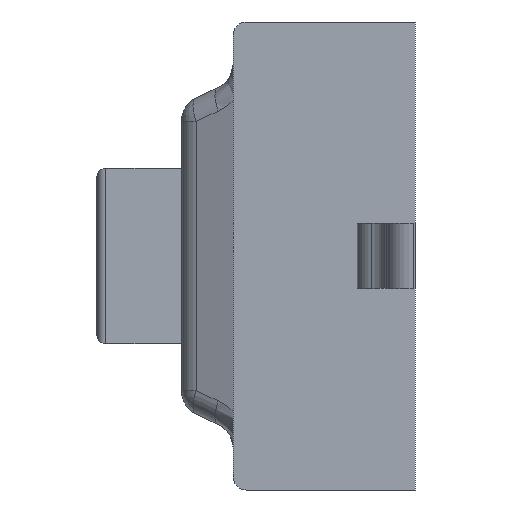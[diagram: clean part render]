
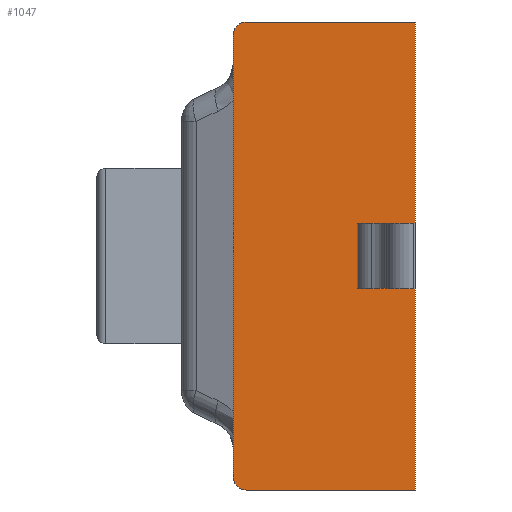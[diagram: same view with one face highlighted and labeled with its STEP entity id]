
A CAD part, left-side view. The second image highlights one B-rep face of the part: STEP entity #1047.
In plain terms, the highlighted planar face has unit normal (-1, 0, 0).
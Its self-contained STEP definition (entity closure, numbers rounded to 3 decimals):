
#48=PLANE('',#1142);
#82=FACE_OUTER_BOUND('',#151,.T.);
#151=EDGE_LOOP('',(#724,#725,#726,#727,#728,#729));
#219=LINE('',#1603,#318);
#226=LINE('',#1643,#325);
#227=LINE('',#1645,#326);
#228=LINE('',#1647,#327);
#318=VECTOR('',#1266,10.);
#325=VECTOR('',#1279,10.);
#326=VECTOR('',#1280,10.);
#327=VECTOR('',#1281,10.);
#415=CIRCLE('',#1137,0.1);
#417=CIRCLE('',#1143,0.1);
#457=VERTEX_POINT('',#1593);
#458=VERTEX_POINT('',#1594);
#461=VERTEX_POINT('',#1602);
#471=VERTEX_POINT('',#1642);
#472=VERTEX_POINT('',#1644);
#473=VERTEX_POINT('',#1646);
#553=EDGE_CURVE('',#457,#458,#415,.T.);
#557=EDGE_CURVE('',#458,#461,#219,.T.);
#568=EDGE_CURVE('',#471,#457,#226,.T.);
#569=EDGE_CURVE('',#471,#472,#227,.T.);
#570=EDGE_CURVE('',#472,#473,#228,.T.);
#571=EDGE_CURVE('',#461,#473,#417,.T.);
#724=ORIENTED_EDGE('',*,*,#553,.F.);
#725=ORIENTED_EDGE('',*,*,#568,.F.);
#726=ORIENTED_EDGE('',*,*,#569,.T.);
#727=ORIENTED_EDGE('',*,*,#570,.T.);
#728=ORIENTED_EDGE('',*,*,#571,.F.);
#729=ORIENTED_EDGE('',*,*,#557,.F.);
#1047=ADVANCED_FACE('',(#82),#48,.T.);
#1137=AXIS2_PLACEMENT_3D('',#1595,#1258,#1259);
#1142=AXIS2_PLACEMENT_3D('',#1641,#1277,#1278);
#1143=AXIS2_PLACEMENT_3D('',#1648,#1282,#1283);
#1258=DIRECTION('center_axis',(1.,0.,0.));
#1259=DIRECTION('ref_axis',(0.,0.707,-0.707));
#1266=DIRECTION('',(0.,0.,1.));
#1277=DIRECTION('center_axis',(-1.,0.,0.));
#1278=DIRECTION('ref_axis',(0.,0.,1.));
#1279=DIRECTION('',(0.,1.,0.));
#1280=DIRECTION('',(0.,0.,1.));
#1281=DIRECTION('',(0.,1.,0.));
#1282=DIRECTION('center_axis',(1.,0.,0.));
#1283=DIRECTION('ref_axis',(0.,0.707,0.707));
#1593=CARTESIAN_POINT('',(0.,1.3,-3.6));
#1594=CARTESIAN_POINT('',(0.,1.4,-3.5));
#1595=CARTESIAN_POINT('Origin',(0.,1.3,-3.5));
#1602=CARTESIAN_POINT('',(0.,1.4,-0.1));
#1603=CARTESIAN_POINT('',(0.,1.4,-3.6));
#1641=CARTESIAN_POINT('Origin',(0.,0.,-3.6));
#1642=CARTESIAN_POINT('',(0.,0.,-3.6));
#1643=CARTESIAN_POINT('',(0.,0.,-3.6));
#1644=CARTESIAN_POINT('',(0.,0.,0.));
#1645=CARTESIAN_POINT('',(0.,0.,-3.6));
#1646=CARTESIAN_POINT('',(0.,1.3,0.));
#1647=CARTESIAN_POINT('',(0.,0.,0.));
#1648=CARTESIAN_POINT('Origin',(0.,1.3,-0.1));
